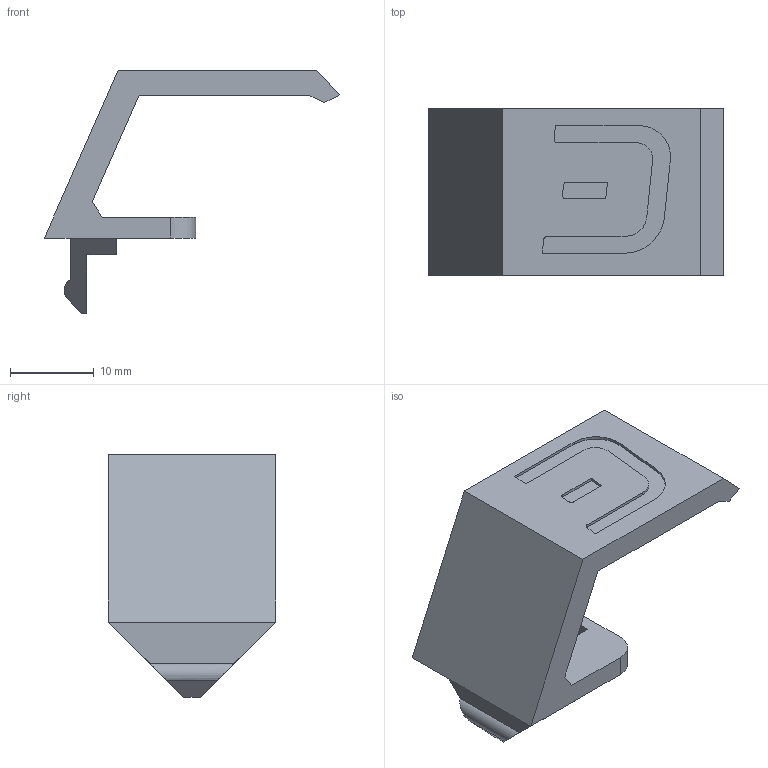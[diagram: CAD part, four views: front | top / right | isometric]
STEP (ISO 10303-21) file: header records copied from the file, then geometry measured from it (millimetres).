
FILE_DESCRIPTION(/* description */ (''),/* implementation_level */ '2;1');
FILE_NAME(/* name */ 'door_handle.stp',/* time_stamp */ '2017-05-10T11:18:30+02:00',/* author */ (''),/* organization */ (''),/* preprocessor_version */ 'ST-DEVELOPER v16.13',/* originating_system */ 'Autodesk Translation Framework v6.1.1.50',/* authorisation */ '');
FILE_SCHEMA (('AUTOMOTIVE_DESIGN { 1 0 10303 214 3 1 1 }'));
Length unit declared in the file: millimetre
Products named in the file (1): door_handle
Bounding box: 35.27 x 20 x 29 mm (x, y, z)
Volume: 3823.1 mm3; surface area: 3064.5 mm2
Topology: 1 solids, 1 shells, 55 faces, 147 edges, 97 vertices
Faces by surface type: plane 43, bspline 8, cylinder 4
Full cylindrical faces by diameter (mm): 3.2 x1
Entity records: 1744 total; most frequent: CARTESIAN_POINT 353, ORIENTED_EDGE 290, DIRECTION 265, EDGE_CURVE 145, LINE 121, VECTOR 121, VERTEX_POINT 96, AXIS2_PLACEMENT_3D 72
